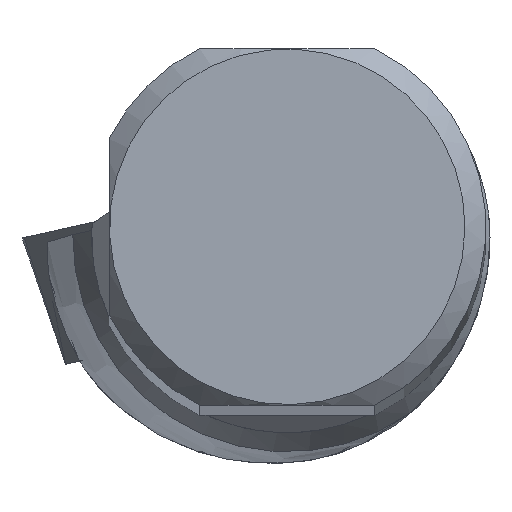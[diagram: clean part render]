
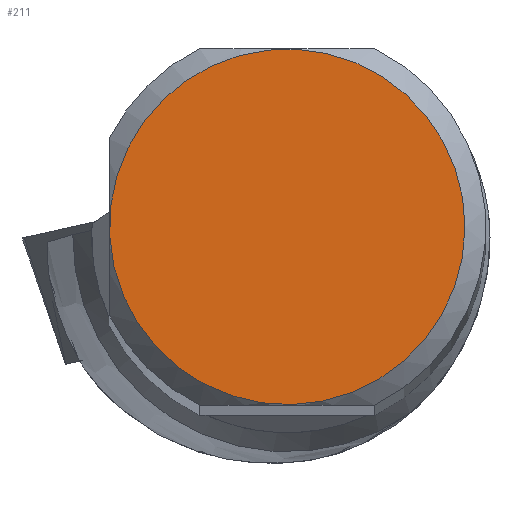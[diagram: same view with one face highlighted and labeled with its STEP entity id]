
A CAD part, top view. The second image highlights one B-rep face of the part: STEP entity #211.
In plain terms, the highlighted planar face has unit normal (0, 0, 1).
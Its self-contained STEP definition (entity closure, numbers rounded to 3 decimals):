
#171=FACE_OUTER_BOUND('',#395,.T.);
#211=ADVANCED_FACE('',(#171),#242,.T.);
#242=PLANE('',#972);
#395=EDGE_LOOP('',(#532));
#532=ORIENTED_EDGE('',*,*,#788,.T.);
#699=VERTEX_POINT('',#1483);
#788=EDGE_CURVE('',#699,#699,#844,.T.);
#844=CIRCLE('',#971,4.256);
#971=AXIS2_PLACEMENT_3D('',#1482,#1154,#1155);
#972=AXIS2_PLACEMENT_3D('',#1484,#1156,#1157);
#1154=DIRECTION('',(0.,0.,1.));
#1155=DIRECTION('',(1.,0.,0.));
#1156=DIRECTION('',(0.,0.,1.));
#1157=DIRECTION('',(1.,0.,0.));
#1482=CARTESIAN_POINT('',(0.,0.,0.));
#1483=CARTESIAN_POINT('',(4.256,0.,0.));
#1484=CARTESIAN_POINT('',(0.,0.,
0.));
